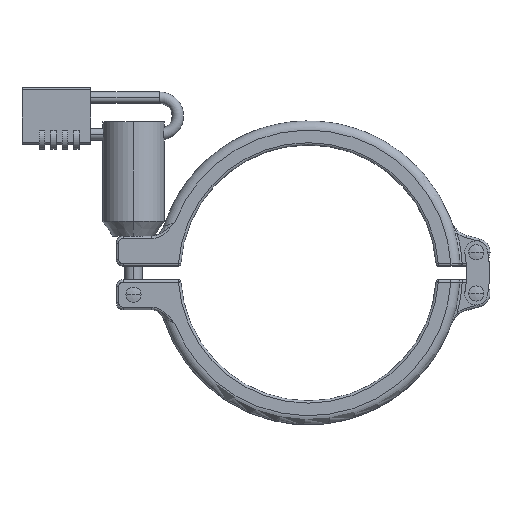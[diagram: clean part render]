
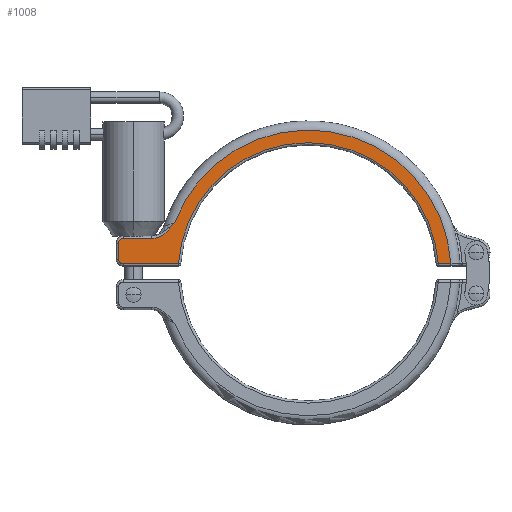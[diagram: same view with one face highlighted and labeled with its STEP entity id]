
A CAD part, top view. The second image highlights one B-rep face of the part: STEP entity #1008.
In plain terms, the highlighted planar face has unit normal (0, 0, 1).
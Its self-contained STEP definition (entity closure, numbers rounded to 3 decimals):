
#232 = ORIENTED_EDGE ( 'NONE', *, *, #10898, .T. ) ;
#280 = CARTESIAN_POINT ( 'NONE',  ( -68.44, 15., 8.5 ) ) ;
#434 = CARTESIAN_POINT ( 'NONE',  ( -66.331, 15.28, 8.5 ) ) ;
#441 = EDGE_LOOP ( 'NONE', ( #12932, #13211, #6141, #9625, #5675, #5203, #9993, #990, #232 ) ) ;
#782 = VERTEX_POINT ( 'NONE', #5237 ) ;
#990 = ORIENTED_EDGE ( 'NONE', *, *, #12087, .T. ) ;
#1008 = ADVANCED_FACE ( 'NONE', ( #13806 ), #4625, .T. ) ;
#1023 = VERTEX_POINT ( 'NONE', #8144 ) ;
#1421 = AXIS2_PLACEMENT_3D ( 'NONE', #8631, #5026, #13360 ) ;
#2676 = CARTESIAN_POINT ( 'NONE',  ( -59.998, 19.933, 8.5 ) ) ;
#2891 = CIRCLE ( 'NONE', #11432, 2. ) ;
#2944 = EDGE_CURVE ( 'NONE', #14262, #13827, #3576, .T. ) ;
#3173 = CARTESIAN_POINT ( 'NONE',  ( 56.709, 4., 8.5 ) ) ;
#3304 = EDGE_CURVE ( 'NONE', #6312, #4308, #12337, .T. ) ;
#3469 = DIRECTION ( 'NONE',  ( 0., 0., 1. ) ) ;
#3576 = CIRCLE ( 'NONE', #12119, 62.35 ) ;
#3729 = LINE ( 'NONE', #13215, #9497 ) ;
#3843 = CARTESIAN_POINT ( 'NONE',  ( -61.762, 17.966, 8.5 ) ) ;
#3880 = LINE ( 'NONE', #4027, #5481 ) ;
#4027 = CARTESIAN_POINT ( 'NONE',  ( -55.769, 4., 8.5 ) ) ;
#4051 = VERTEX_POINT ( 'NONE', #4425 ) ;
#4069 = CARTESIAN_POINT ( 'NONE',  ( -64.818, 15.829, 8.5 ) ) ;
#4083 = CARTESIAN_POINT ( 'NONE',  ( -80.85, 6., 8.5 ) ) ;
#4138 = CARTESIAN_POINT ( 'NONE',  ( -67.901, 15., 8.5 ) ) ;
#4308 = VERTEX_POINT ( 'NONE', #10137 ) ;
#4425 = CARTESIAN_POINT ( 'NONE',  ( -56.709, 4., 8.5 ) ) ;
#4507 = EDGE_CURVE ( 'NONE', #4308, #13029, #13882, .T. ) ;
#4525 = VECTOR ( 'NONE', #8007, 1000. ) ;
#4587 = VECTOR ( 'NONE', #12139, 1000. ) ;
#4625 = PLANE ( 'NONE',  #11326 ) ;
#4770 = CARTESIAN_POINT ( 'NONE',  ( -58.34, 22., 8.5 ) ) ;
#4857 = DIRECTION ( 'NONE',  ( 0., 0., 1. ) ) ;
#4972 = CARTESIAN_POINT ( 'NONE',  ( -65.819, 15.436, 8.5 ) ) ;
#5026 = DIRECTION ( 'NONE',  ( 0., 0., -1. ) ) ;
#5107 = VERTEX_POINT ( 'NONE', #3173 ) ;
#5129 = CARTESIAN_POINT ( 'NONE',  ( -62.996, 16.95, 8.5 ) ) ;
#5203 = ORIENTED_EDGE ( 'NONE', *, *, #10071, .T. ) ;
#5237 = CARTESIAN_POINT ( 'NONE',  ( -68.44, 15., 8.5 ) ) ;
#5481 = VECTOR ( 'NONE', #13488, 1000. ) ;
#5542 = CARTESIAN_POINT ( 'NONE',  ( -80.85, 13., 8.5 ) ) ;
#5564 = CARTESIAN_POINT ( 'NONE',  ( -80.85, 15., 8.5 ) ) ;
#5675 = ORIENTED_EDGE ( 'NONE', *, *, #4507, .T. ) ;
#6141 = ORIENTED_EDGE ( 'NONE', *, *, #13008, .T. ) ;
#6312 = VERTEX_POINT ( 'NONE', #5564 ) ;
#6413 = CARTESIAN_POINT ( 'NONE',  ( -64.344, 16.073, 8.5 ) ) ;
#6521 = DIRECTION ( 'NONE',  ( 1., 0., 0. ) ) ;
#7418 = LINE ( 'NONE', #10761, #4587 ) ;
#7659 = CARTESIAN_POINT ( 'NONE',  ( -65.564, 15.526, 8.5 ) ) ;
#7796 = CARTESIAN_POINT ( 'NONE',  ( 0., 0., 8.5 ) ) ;
#8007 = DIRECTION ( 'NONE',  ( 0., -1., 0. ) ) ;
#8043 = CIRCLE ( 'NONE', #1421, 56.85 ) ;
#8144 = CARTESIAN_POINT ( 'NONE',  ( -80.85, 4., 8.5 ) ) ;
#8480 = DIRECTION ( 'NONE',  ( -1., 0., 0. ) ) ;
#8503 = CARTESIAN_POINT ( 'NONE',  ( -67.371, 15.056, 8.5 ) ) ;
#8631 = CARTESIAN_POINT ( 'NONE',  ( 0., 0., 8.5 ) ) ;
#8655 = CARTESIAN_POINT ( 'NONE',  ( -61.033, 18.731, 8.5 ) ) ;
#8741 = EDGE_CURVE ( 'NONE', #1023, #4051, #3880, .T. ) ;
#9063 = DIRECTION ( 'NONE',  ( 1., 0., 0. ) ) ;
#9066 = DIRECTION ( 'NONE',  ( 1., 0., 0. ) ) ;
#9349 = CARTESIAN_POINT ( 'NONE',  ( 0., 0., 8.5 ) ) ;
#9497 = VECTOR ( 'NONE', #8480, 1000. ) ;
#9625 = ORIENTED_EDGE ( 'NONE', *, *, #3304, .T. ) ;
#9993 = ORIENTED_EDGE ( 'NONE', *, *, #8741, .T. ) ;
#10071 = EDGE_CURVE ( 'NONE', #13029, #1023, #2891, .T. ) ;
#10137 = CARTESIAN_POINT ( 'NONE',  ( -82.85, 13., 8.5 ) ) ;
#10484 = EDGE_CURVE ( 'NONE', #13827, #782, #11814, .T. ) ;
#10761 = CARTESIAN_POINT ( 'NONE',  ( 62.278, 4., 8.5 ) ) ;
#10898 = EDGE_CURVE ( 'NONE', #5107, #14262, #7418, .T. ) ;
#11108 = AXIS2_PLACEMENT_3D ( 'NONE', #5542, #14959, #9063 ) ;
#11326 = AXIS2_PLACEMENT_3D ( 'NONE', #9349, #3469, #9066 ) ;
#11350 = CARTESIAN_POINT ( 'NONE',  ( -82.85, 6., 8.5 ) ) ;
#11432 = AXIS2_PLACEMENT_3D ( 'NONE', #4083, #4857, #6521 ) ;
#11814 = B_SPLINE_CURVE_WITH_KNOTS ( 'NONE', 3,
 ( #13239, #13456, #14404, #13163, #2676, #8655, #3843, #5129, #14550, #6413, #4069, #7659, #4972, #434, #13310, #8503, #4138, #280 ),
 .UNSPECIFIED., .F., .F.,
 ( 4, 2, 2, 2, 2, 2, 2, 2, 4 ),
 ( 0., 0.002, 0.003, 0.006, 0.008, 0.009, 0.01, 0.011, 0.013 ),
 .UNSPECIFIED. ) ;
#12087 = EDGE_CURVE ( 'NONE', #4051, #5107, #8043, .T. ) ;
#12119 = AXIS2_PLACEMENT_3D ( 'NONE', #7796, #14835, #13364 ) ;
#12139 = DIRECTION ( 'NONE',  ( 1., 0., 0. ) ) ;
#12208 = CARTESIAN_POINT ( 'NONE',  ( -82.85, 6., 8.5 ) ) ;
#12337 = CIRCLE ( 'NONE', #11108, 2. ) ;
#12932 = ORIENTED_EDGE ( 'NONE', *, *, #2944, .T. ) ;
#13008 = EDGE_CURVE ( 'NONE', #782, #6312, #3729, .T. ) ;
#13029 = VERTEX_POINT ( 'NONE', #12208 ) ;
#13133 = CARTESIAN_POINT ( 'NONE',  ( 62.222, 4., 8.5 ) ) ;
#13163 = CARTESIAN_POINT ( 'NONE',  ( -59.662, 20.343, 8.5 ) ) ;
#13211 = ORIENTED_EDGE ( 'NONE', *, *, #10484, .T. ) ;
#13215 = CARTESIAN_POINT ( 'NONE',  ( -80.85, 15., 8.5 ) ) ;
#13239 = CARTESIAN_POINT ( 'NONE',  ( -58.34, 22., 8.5 ) ) ;
#13310 = CARTESIAN_POINT ( 'NONE',  ( -66.589, 15.214, 8.5 ) ) ;
#13360 = DIRECTION ( 'NONE',  ( 1., 0., 0. ) ) ;
#13364 = DIRECTION ( 'NONE',  ( 1., 0., 0. ) ) ;
#13456 = CARTESIAN_POINT ( 'NONE',  ( -58.668, 21.586, 8.5 ) ) ;
#13488 = DIRECTION ( 'NONE',  ( 1., 0., 0. ) ) ;
#13806 = FACE_OUTER_BOUND ( 'NONE', #441, .T. ) ;
#13827 = VERTEX_POINT ( 'NONE', #4770 ) ;
#13882 = LINE ( 'NONE', #11350, #4525 ) ;
#14262 = VERTEX_POINT ( 'NONE', #13133 ) ;
#14404 = CARTESIAN_POINT ( 'NONE',  ( -58.998, 21.169, 8.5 ) ) ;
#14550 = CARTESIAN_POINT ( 'NONE',  ( -63.434, 16.632, 8.5 ) ) ;
#14835 = DIRECTION ( 'NONE',  ( 0., 0., 1. ) ) ;
#14959 = DIRECTION ( 'NONE',  ( 0., 0., 1. ) ) ;
